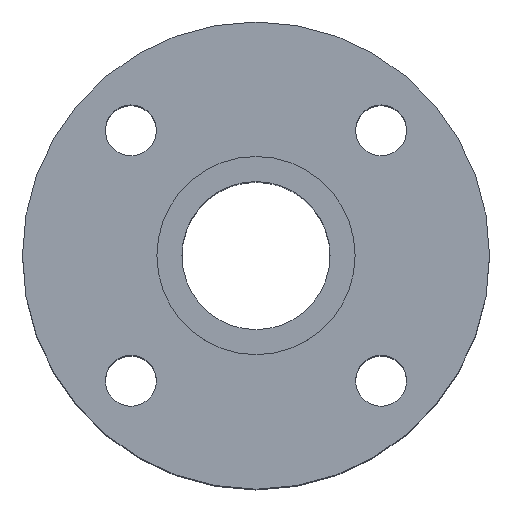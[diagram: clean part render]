
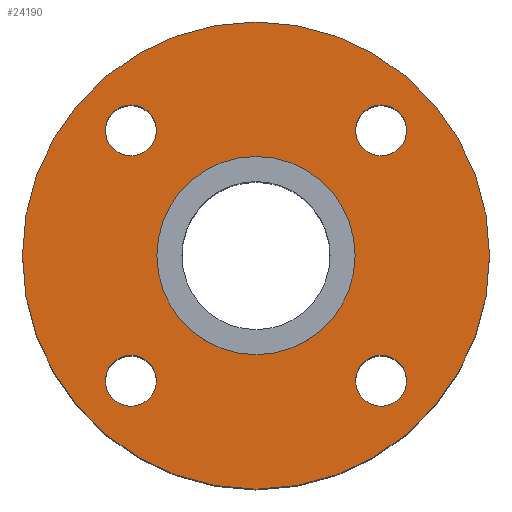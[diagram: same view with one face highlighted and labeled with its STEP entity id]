
A CAD part, top view. The second image highlights one B-rep face of the part: STEP entity #24190.
In plain terms, the highlighted planar face has unit normal (0, 0, 1).
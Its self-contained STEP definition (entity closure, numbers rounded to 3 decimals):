
#361 = VERTEX_POINT ( 'NONE', #3446 ) ;
#380 = DIRECTION ( 'NONE',  ( 0., 0., -1. ) ) ;
#618 = ORIENTED_EDGE ( 'NONE', *, *, #19619, .F. ) ;
#1965 = AXIS2_PLACEMENT_3D ( 'NONE', #21374, #7541, #14318 ) ;
#2385 = VERTEX_POINT ( 'NONE', #6451 ) ;
#3446 = CARTESIAN_POINT ( 'NONE',  ( 35.194, 44.194, -1.2 ) ) ;
#3457 = CIRCLE ( 'NONE', #14280, 9. ) ;
#3980 = EDGE_CURVE ( 'NONE', #16831, #24943, #12359, .T. ) ;
#4264 = CARTESIAN_POINT ( 'NONE',  ( 0., 0., -1.2 ) ) ;
#4616 = EDGE_LOOP ( 'NONE', ( #10320, #24292 ) ) ;
#4808 = ORIENTED_EDGE ( 'NONE', *, *, #3980, .F. ) ;
#4870 = VERTEX_POINT ( 'NONE', #7547 ) ;
#4921 = EDGE_LOOP ( 'NONE', ( #618, #22559 ) ) ;
#5828 = EDGE_CURVE ( 'NONE', #26710, #17443, #21380, .T. ) ;
#6036 = EDGE_CURVE ( 'NONE', #4870, #361, #27505, .T. ) ;
#6451 = CARTESIAN_POINT ( 'NONE',  ( -53.194, 44.194, -1.2 ) ) ;
#6474 = DIRECTION ( 'NONE',  ( 1., 0., 0. ) ) ;
#7049 = DIRECTION ( 'NONE',  ( 1., 0., 0. ) ) ;
#7116 = DIRECTION ( 'NONE',  ( 0., 0., 1. ) ) ;
#7541 = DIRECTION ( 'NONE',  ( 0., 0., 1. ) ) ;
#7547 = CARTESIAN_POINT ( 'NONE',  ( 53.194, 44.194, -1.2 ) ) ;
#7618 = AXIS2_PLACEMENT_3D ( 'NONE', #26705, #26267, #15068 ) ;
#8048 = EDGE_CURVE ( 'NONE', #9502, #28592, #19057, .T. ) ;
#8057 = DIRECTION ( 'NONE',  ( 0., 0., 1. ) ) ;
#8219 = EDGE_CURVE ( 'NONE', #24943, #16831, #28948, .T. ) ;
#8496 = DIRECTION ( 'NONE',  ( 0., 1., 0. ) ) ;
#8681 = AXIS2_PLACEMENT_3D ( 'NONE', #26641, #26778, #27479 ) ;
#9046 = PLANE ( 'NONE',  #16957 ) ;
#9067 = DIRECTION ( 'NONE',  ( -1., 0., 0. ) ) ;
#9194 = FACE_OUTER_BOUND ( 'NONE', #22603, .T. ) ;
#9209 = AXIS2_PLACEMENT_3D ( 'NONE', #17282, #10814, #24081 ) ;
#9502 = VERTEX_POINT ( 'NONE', #20635 ) ;
#9950 = CARTESIAN_POINT ( 'NONE',  ( -44.194, 44.194, -1.2 ) ) ;
#10003 = CIRCLE ( 'NONE', #18934, 9. ) ;
#10007 = ORIENTED_EDGE ( 'NONE', *, *, #18242, .F. ) ;
#10239 = FACE_BOUND ( 'NONE', #17087, .T. ) ;
#10270 = CARTESIAN_POINT ( 'NONE',  ( 35., 0., -1.2 ) ) ;
#10320 = ORIENTED_EDGE ( 'NONE', *, *, #16116, .F. ) ;
#10814 = DIRECTION ( 'NONE',  ( 0., 0., 1. ) ) ;
#11400 = DIRECTION ( 'NONE',  ( -1., 0., 0. ) ) ;
#11452 = CIRCLE ( 'NONE', #27917, 9. ) ;
#12298 = CIRCLE ( 'NONE', #7618, 9. ) ;
#12359 = CIRCLE ( 'NONE', #16104, 9. ) ;
#12856 = CARTESIAN_POINT ( 'NONE',  ( -44.194, -44.194, -1.2 ) ) ;
#13331 = FACE_BOUND ( 'NONE', #4616, .T. ) ;
#13437 = AXIS2_PLACEMENT_3D ( 'NONE', #4264, #28996, #6474 ) ;
#13608 = ORIENTED_EDGE ( 'NONE', *, *, #19244, .F. ) ;
#13767 = CARTESIAN_POINT ( 'NONE',  ( -35.194, 44.194, -1.2 ) ) ;
#14280 = AXIS2_PLACEMENT_3D ( 'NONE', #21756, #8057, #8496 ) ;
#14318 = DIRECTION ( 'NONE',  ( 1., 0., 0. ) ) ;
#14428 = CARTESIAN_POINT ( 'NONE',  ( -82.5, 0., -1.2 ) ) ;
#15068 = DIRECTION ( 'NONE',  ( 1., 0., 0. ) ) ;
#16104 = AXIS2_PLACEMENT_3D ( 'NONE', #22602, #18172, #16405 ) ;
#16116 = EDGE_CURVE ( 'NONE', #28592, #9502, #19383, .T. ) ;
#16405 = DIRECTION ( 'NONE',  ( 0., -1., 0. ) ) ;
#16484 = EDGE_CURVE ( 'NONE', #17006, #22993, #10003, .T. ) ;
#16713 = DIRECTION ( 'NONE',  ( 0., 1., 0. ) ) ;
#16831 = VERTEX_POINT ( 'NONE', #29062 ) ;
#16957 = AXIS2_PLACEMENT_3D ( 'NONE', #29078, #380, #11400 ) ;
#17006 = VERTEX_POINT ( 'NONE', #27726 ) ;
#17087 = EDGE_LOOP ( 'NONE', ( #27854, #4808 ) ) ;
#17089 = AXIS2_PLACEMENT_3D ( 'NONE', #12856, #17690, #28604 ) ;
#17282 = CARTESIAN_POINT ( 'NONE',  ( 44.194, -44.194, -1.2 ) ) ;
#17443 = VERTEX_POINT ( 'NONE', #17575 ) ;
#17575 = CARTESIAN_POINT ( 'NONE',  ( 82.5, 0., -1.2 ) ) ;
#17606 = CARTESIAN_POINT ( 'NONE',  ( -44.194, -44.194, -1.2 ) ) ;
#17690 = DIRECTION ( 'NONE',  ( 0., 0., 1. ) ) ;
#18172 = DIRECTION ( 'NONE',  ( 0., 0., 1. ) ) ;
#18242 = EDGE_CURVE ( 'NONE', #2385, #19411, #3457, .T. ) ;
#18590 = CARTESIAN_POINT ( 'NONE',  ( 44.194, 44.194, -1.2 ) ) ;
#18660 = CARTESIAN_POINT ( 'NONE',  ( -35.194, -44.194, -1.2 ) ) ;
#18934 = AXIS2_PLACEMENT_3D ( 'NONE', #17606, #26606, #9067 ) ;
#19057 = CIRCLE ( 'NONE', #13437, 35. ) ;
#19244 = EDGE_CURVE ( 'NONE', #19411, #2385, #11452, .T. ) ;
#19383 = CIRCLE ( 'NONE', #25038, 35. ) ;
#19411 = VERTEX_POINT ( 'NONE', #13767 ) ;
#19619 = EDGE_CURVE ( 'NONE', #22993, #17006, #21822, .T. ) ;
#20370 = EDGE_LOOP ( 'NONE', ( #13608, #10007 ) ) ;
#20635 = CARTESIAN_POINT ( 'NONE',  ( -35., 0., -1.2 ) ) ;
#21326 = EDGE_CURVE ( 'NONE', #17443, #26710, #26885, .T. ) ;
#21374 = CARTESIAN_POINT ( 'NONE',  ( 0., 0., -1.2 ) ) ;
#21380 = CIRCLE ( 'NONE', #8681, 82.5 ) ;
#21438 = DIRECTION ( 'NONE',  ( 0., 0., 1. ) ) ;
#21756 = CARTESIAN_POINT ( 'NONE',  ( -44.194, 44.194, -1.2 ) ) ;
#21822 = CIRCLE ( 'NONE', #17089, 9. ) ;
#22220 = EDGE_CURVE ( 'NONE', #361, #4870, #12298, .T. ) ;
#22559 = ORIENTED_EDGE ( 'NONE', *, *, #16484, .F. ) ;
#22602 = CARTESIAN_POINT ( 'NONE',  ( 44.194, -44.194, -1.2 ) ) ;
#22603 = EDGE_LOOP ( 'NONE', ( #29012, #28477 ) ) ;
#22739 = DIRECTION ( 'NONE',  ( 1., 0., 0. ) ) ;
#22993 = VERTEX_POINT ( 'NONE', #18660 ) ;
#24081 = DIRECTION ( 'NONE',  ( 0., -1., 0. ) ) ;
#24190 = ADVANCED_FACE ( 'NONE', ( #10239, #28203, #28348, #26148, #13331, #9194 ), #9046, .F. ) ;
#24292 = ORIENTED_EDGE ( 'NONE', *, *, #8048, .F. ) ;
#24728 = DIRECTION ( 'NONE',  ( 0., 0., 1. ) ) ;
#24943 = VERTEX_POINT ( 'NONE', #25727 ) ;
#25038 = AXIS2_PLACEMENT_3D ( 'NONE', #27080, #24728, #7049 ) ;
#25727 = CARTESIAN_POINT ( 'NONE',  ( 53.194, -44.194, -1.2 ) ) ;
#25852 = ORIENTED_EDGE ( 'NONE', *, *, #22220, .F. ) ;
#25862 = EDGE_LOOP ( 'NONE', ( #26433, #25852 ) ) ;
#26148 = FACE_BOUND ( 'NONE', #25862, .T. ) ;
#26267 = DIRECTION ( 'NONE',  ( 0., 0., 1. ) ) ;
#26433 = ORIENTED_EDGE ( 'NONE', *, *, #6036, .F. ) ;
#26606 = DIRECTION ( 'NONE',  ( 0., 0., 1. ) ) ;
#26641 = CARTESIAN_POINT ( 'NONE',  ( 0., 0., -1.2 ) ) ;
#26705 = CARTESIAN_POINT ( 'NONE',  ( 44.194, 44.194, -1.2 ) ) ;
#26710 = VERTEX_POINT ( 'NONE', #14428 ) ;
#26778 = DIRECTION ( 'NONE',  ( 0., 0., 1. ) ) ;
#26885 = CIRCLE ( 'NONE', #1965, 82.5 ) ;
#27080 = CARTESIAN_POINT ( 'NONE',  ( 0., 0., -1.2 ) ) ;
#27479 = DIRECTION ( 'NONE',  ( 1., 0., 0. ) ) ;
#27505 = CIRCLE ( 'NONE', #27957, 9. ) ;
#27726 = CARTESIAN_POINT ( 'NONE',  ( -53.194, -44.194, -1.2 ) ) ;
#27854 = ORIENTED_EDGE ( 'NONE', *, *, #8219, .F. ) ;
#27917 = AXIS2_PLACEMENT_3D ( 'NONE', #9950, #21438, #16713 ) ;
#27957 = AXIS2_PLACEMENT_3D ( 'NONE', #18590, #7116, #22739 ) ;
#28203 = FACE_BOUND ( 'NONE', #4921, .T. ) ;
#28348 = FACE_BOUND ( 'NONE', #20370, .T. ) ;
#28477 = ORIENTED_EDGE ( 'NONE', *, *, #5828, .T. ) ;
#28592 = VERTEX_POINT ( 'NONE', #10270 ) ;
#28604 = DIRECTION ( 'NONE',  ( -1., 0., 0. ) ) ;
#28948 = CIRCLE ( 'NONE', #9209, 9. ) ;
#28996 = DIRECTION ( 'NONE',  ( 0., 0., 1. ) ) ;
#29012 = ORIENTED_EDGE ( 'NONE', *, *, #21326, .T. ) ;
#29062 = CARTESIAN_POINT ( 'NONE',  ( 35.194, -44.194, -1.2 ) ) ;
#29078 = CARTESIAN_POINT ( 'NONE',  ( 0., 35., -1.2 ) ) ;
